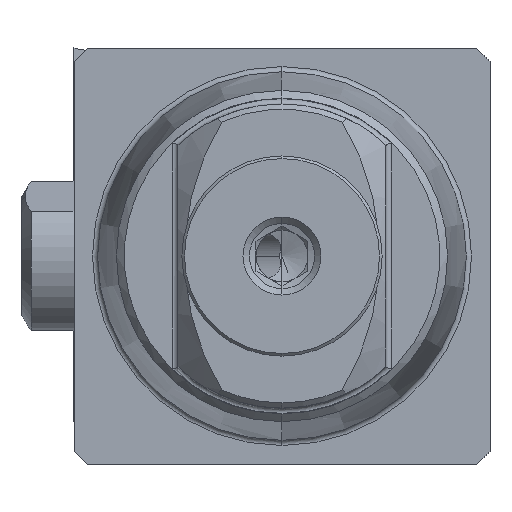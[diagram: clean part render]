
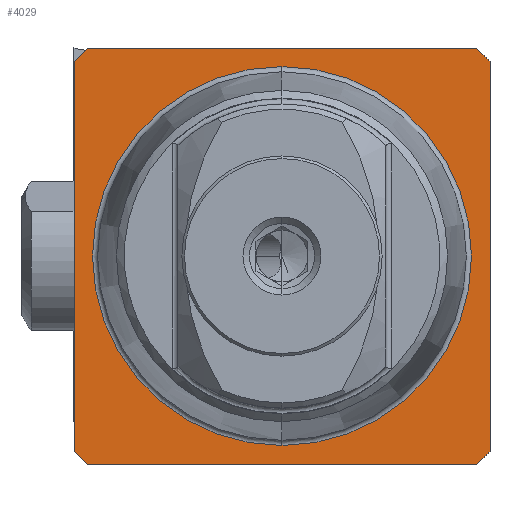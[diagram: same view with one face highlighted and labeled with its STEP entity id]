
A CAD part, left-side view. The second image highlights one B-rep face of the part: STEP entity #4029.
In plain terms, the highlighted planar face has unit normal (-1, 0, 0).
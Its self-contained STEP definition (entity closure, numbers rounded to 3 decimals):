
#228 = VERTEX_POINT ( 'NONE', #8752 ) ;
#419 = CARTESIAN_POINT ( 'NONE',  ( 0., 7.287, 8. ) ) ;
#632 = EDGE_CURVE ( 'NONE', #5134, #1957, #9036, .T. ) ;
#886 = LINE ( 'NONE', #4362, #2763 ) ;
#1038 = VERTEX_POINT ( 'NONE', #4902 ) ;
#1360 = DIRECTION ( 'NONE',  ( 0., 0.707, 0.707 ) ) ;
#1412 = VECTOR ( 'NONE', #8903, 1000. ) ;
#1519 = EDGE_CURVE ( 'NONE', #8282, #2928, #2476, .T. ) ;
#1529 = CARTESIAN_POINT ( 'NONE',  ( 0., 7.287, 0. ) ) ;
#1558 = EDGE_CURVE ( 'NONE', #228, #1038, #4327, .T. ) ;
#1804 = LINE ( 'NONE', #7360, #4052 ) ;
#1957 = VERTEX_POINT ( 'NONE', #8611 ) ;
#2026 = DIRECTION ( 'NONE',  ( 0., 1., 0. ) ) ;
#2075 = PLANE ( 'NONE',  #6242 ) ;
#2101 = ORIENTED_EDGE ( 'NONE', *, *, #5806, .T. ) ;
#2113 = FACE_OUTER_BOUND ( 'NONE', #7345, .T. ) ;
#2215 = DIRECTION ( 'NONE',  ( -1., 0., 0. ) ) ;
#2277 = CARTESIAN_POINT ( 'NONE',  ( 0., 8., 7.5 ) ) ;
#2366 = CARTESIAN_POINT ( 'NONE',  ( 0., 0., 7.287 ) ) ;
#2424 = LINE ( 'NONE', #6882, #2622 ) ;
#2476 = LINE ( 'NONE', #2277, #4187 ) ;
#2622 = VECTOR ( 'NONE', #1360, 1000. ) ;
#2631 = VERTEX_POINT ( 'NONE', #8266 ) ;
#2694 = VERTEX_POINT ( 'NONE', #3001 ) ;
#2763 = VECTOR ( 'NONE', #8510, 1000. ) ;
#2928 = VERTEX_POINT ( 'NONE', #6245 ) ;
#2963 = DIRECTION ( 'NONE',  ( 0., -1., 0. ) ) ;
#3001 = CARTESIAN_POINT ( 'NONE',  ( 0., -7.5, 8. ) ) ;
#3146 = CARTESIAN_POINT ( 'NONE',  ( 0., 7.287, -8. ) ) ;
#3163 = EDGE_CURVE ( 'NONE', #8695, #2928, #886, .T. ) ;
#3184 = ORIENTED_EDGE ( 'NONE', *, *, #5788, .T. ) ;
#3259 = ORIENTED_EDGE ( 'NONE', *, *, #1519, .T. ) ;
#3409 = DIRECTION ( 'NONE',  ( 0., 0., 1. ) ) ;
#3494 = DIRECTION ( 'NONE',  ( 0., 0., -1. ) ) ;
#3542 = ORIENTED_EDGE ( 'NONE', *, *, #3163, .F. ) ;
#3634 = AXIS2_PLACEMENT_3D ( 'NONE', #8244, #4772, #3409 ) ;
#3793 = ORIENTED_EDGE ( 'NONE', *, *, #4081, .T. ) ;
#4029 = ADVANCED_FACE ( 'NONE', ( #6955, #2113 ), #2075, .F. ) ;
#4038 = ORIENTED_EDGE ( 'NONE', *, *, #632, .F. ) ;
#4052 = VECTOR ( 'NONE', #8056, 1000. ) ;
#4081 = EDGE_CURVE ( 'NONE', #8695, #228, #1804, .T. ) ;
#4187 = VECTOR ( 'NONE', #5158, 1000. ) ;
#4190 = EDGE_CURVE ( 'NONE', #2694, #8282, #6044, .T. ) ;
#4259 = DIRECTION ( 'NONE',  ( 1., 0., 0. ) ) ;
#4327 = LINE ( 'NONE', #3146, #5353 ) ;
#4362 = CARTESIAN_POINT ( 'NONE',  ( 0., 8., 0. ) ) ;
#4772 = DIRECTION ( 'NONE',  ( -1., 0., 0. ) ) ;
#4777 = VECTOR ( 'NONE', #2026, 1000. ) ;
#4902 = CARTESIAN_POINT ( 'NONE',  ( 0., -7.5, -8. ) ) ;
#4925 = DIRECTION ( 'NONE',  ( 0., -0.707, 0.707 ) ) ;
#5134 = VERTEX_POINT ( 'NONE', #2366 ) ;
#5158 = DIRECTION ( 'NONE',  ( 0., 0.707, -0.707 ) ) ;
#5353 = VECTOR ( 'NONE', #2963, 1000. ) ;
#5599 = ORIENTED_EDGE ( 'NONE', *, *, #9032, .T. ) ;
#5690 = CARTESIAN_POINT ( 'NONE',  ( 0., 0., 0. ) ) ;
#5772 = CARTESIAN_POINT ( 'NONE',  ( 0., 7.5, 8. ) ) ;
#5788 = EDGE_CURVE ( 'NONE', #2631, #6756, #8131, .T. ) ;
#5806 = EDGE_CURVE ( 'NONE', #1038, #2631, #8390, .T. ) ;
#5814 = ORIENTED_EDGE ( 'NONE', *, *, #8071, .F. ) ;
#5918 = ORIENTED_EDGE ( 'NONE', *, *, #4190, .T. ) ;
#6044 = LINE ( 'NONE', #419, #4777 ) ;
#6242 = AXIS2_PLACEMENT_3D ( 'NONE', #1529, #4259, #3494 ) ;
#6245 = CARTESIAN_POINT ( 'NONE',  ( 0., 8., 7.5 ) ) ;
#6397 = AXIS2_PLACEMENT_3D ( 'NONE', #5690, #2215, #7779 ) ;
#6756 = VERTEX_POINT ( 'NONE', #7290 ) ;
#6882 = CARTESIAN_POINT ( 'NONE',  ( 0., -7.5, 8. ) ) ;
#6948 = ORIENTED_EDGE ( 'NONE', *, *, #1558, .T. ) ;
#6955 = FACE_BOUND ( 'NONE', #7242, .T. ) ;
#7122 = CIRCLE ( 'NONE', #3634, 7.287 ) ;
#7242 = EDGE_LOOP ( 'NONE', ( #4038, #5814 ) ) ;
#7290 = CARTESIAN_POINT ( 'NONE',  ( 0., -8., 7.5 ) ) ;
#7345 = EDGE_LOOP ( 'NONE', ( #3184, #5599, #5918, #3259, #3542, #3793, #6948, #2101 ) ) ;
#7360 = CARTESIAN_POINT ( 'NONE',  ( 0., 7.5, -8. ) ) ;
#7585 = CARTESIAN_POINT ( 'NONE',  ( 0., -8., 0. ) ) ;
#7674 = VECTOR ( 'NONE', #4925, 1000. ) ;
#7779 = DIRECTION ( 'NONE',  ( 0., 0., 1. ) ) ;
#8002 = CARTESIAN_POINT ( 'NONE',  ( 0., 8., -7.5 ) ) ;
#8056 = DIRECTION ( 'NONE',  ( 0., -0.707, -0.707 ) ) ;
#8071 = EDGE_CURVE ( 'NONE', #1957, #5134, #7122, .T. ) ;
#8131 = LINE ( 'NONE', #7585, #1412 ) ;
#8244 = CARTESIAN_POINT ( 'NONE',  ( 0., 0., 0. ) ) ;
#8266 = CARTESIAN_POINT ( 'NONE',  ( 0., -8., -7.5 ) ) ;
#8282 = VERTEX_POINT ( 'NONE', #5772 ) ;
#8390 = LINE ( 'NONE', #9040, #7674 ) ;
#8510 = DIRECTION ( 'NONE',  ( 0., 0., 1. ) ) ;
#8611 = CARTESIAN_POINT ( 'NONE',  ( 0., 0., -7.287 ) ) ;
#8695 = VERTEX_POINT ( 'NONE', #8002 ) ;
#8752 = CARTESIAN_POINT ( 'NONE',  ( 0., 7.5, -8. ) ) ;
#8903 = DIRECTION ( 'NONE',  ( 0., 0., 1. ) ) ;
#9032 = EDGE_CURVE ( 'NONE', #6756, #2694, #2424, .T. ) ;
#9036 = CIRCLE ( 'NONE', #6397, 7.287 ) ;
#9040 = CARTESIAN_POINT ( 'NONE',  ( 0., -8., -7.5 ) ) ;
